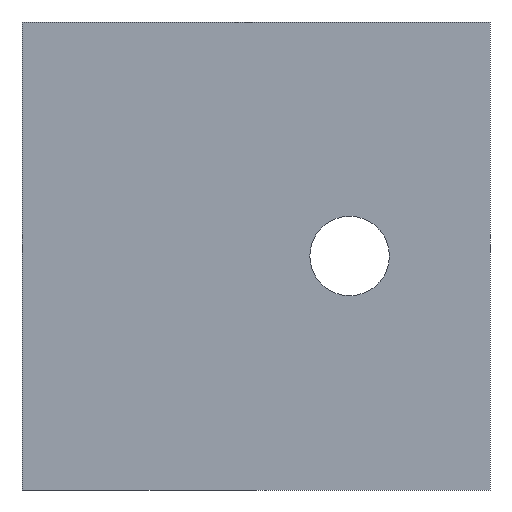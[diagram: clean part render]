
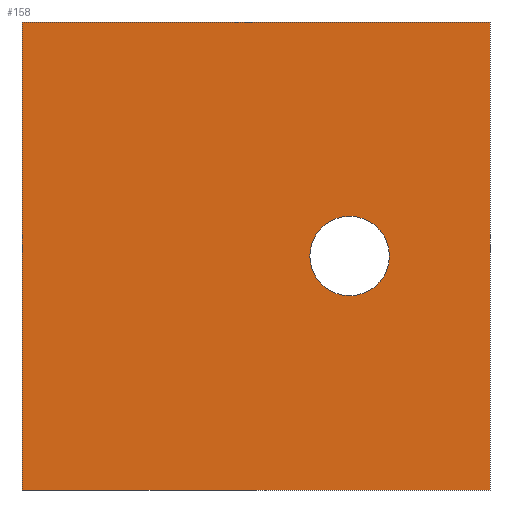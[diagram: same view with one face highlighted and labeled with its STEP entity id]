
A CAD part, left-side view. The second image highlights one B-rep face of the part: STEP entity #158.
In plain terms, the highlighted planar face has unit normal (-1, 0, 0).
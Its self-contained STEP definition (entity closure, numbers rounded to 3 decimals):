
#18=FACE_BOUND('',#50,.T.);
#26=PLANE('',#188);
#36=FACE_OUTER_BOUND('',#49,.T.);
#49=EDGE_LOOP('',(#141,#142,#143,#144));
#50=EDGE_LOOP('',(#145));
#56=LINE('',#263,#68);
#59=LINE('',#268,#71);
#61=LINE('',#272,#73);
#62=LINE('',#274,#74);
#68=VECTOR('',#220,10.);
#71=VECTOR('',#225,10.);
#73=VECTOR('',#229,10.);
#74=VECTOR('',#232,10.);
#77=CIRCLE('',#178,1.7);
#82=VERTEX_POINT('',#244);
#88=VERTEX_POINT('',#260);
#89=VERTEX_POINT('',#262);
#90=VERTEX_POINT('',#266);
#91=VERTEX_POINT('',#270);
#95=EDGE_CURVE('',#82,#82,#77,.T.);
#103=EDGE_CURVE('',#88,#89,#56,.T.);
#106=EDGE_CURVE('',#88,#90,#59,.T.);
#108=EDGE_CURVE('',#91,#90,#61,.T.);
#109=EDGE_CURVE('',#89,#91,#62,.T.);
#141=ORIENTED_EDGE('',*,*,#106,.T.);
#142=ORIENTED_EDGE('',*,*,#108,.F.);
#143=ORIENTED_EDGE('',*,*,#109,.F.);
#144=ORIENTED_EDGE('',*,*,#103,.F.);
#145=ORIENTED_EDGE('',*,*,#95,.T.);
#158=ADVANCED_FACE('',(#36,#18),#26,.F.);
#178=AXIS2_PLACEMENT_3D('',#245,#202,#203);
#188=AXIS2_PLACEMENT_3D('',#275,#233,#234);
#202=DIRECTION('center_axis',(1.,0.,0.));
#203=DIRECTION('ref_axis',(0.,-1.,0.));
#220=DIRECTION('',(0.,-1.,0.));
#225=DIRECTION('',(0.,0.,-1.));
#229=DIRECTION('',(0.,1.,0.));
#232=DIRECTION('',(0.,0.,-1.));
#233=DIRECTION('center_axis',(1.,0.,0.));
#234=DIRECTION('ref_axis',(0.,0.,-1.));
#244=CARTESIAN_POINT('',(0.,7.7,10.));
#245=CARTESIAN_POINT('Origin',(0.,6.,10.));
#260=CARTESIAN_POINT('',(0.,20.,20.));
#262=CARTESIAN_POINT('',(0.,0.,20.));
#263=CARTESIAN_POINT('',(0.,10.,20.));
#266=CARTESIAN_POINT('',(0.,20.,0.));
#268=CARTESIAN_POINT('',(0.,20.,10.));
#270=CARTESIAN_POINT('',(0.,0.,0.));
#272=CARTESIAN_POINT('',(0.,10.,0.));
#274=CARTESIAN_POINT('',(0.,0.,10.));
#275=CARTESIAN_POINT('Origin',(0.,10.,10.));
